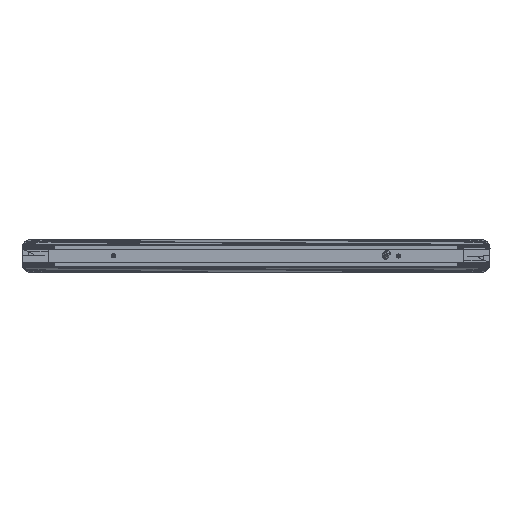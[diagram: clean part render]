
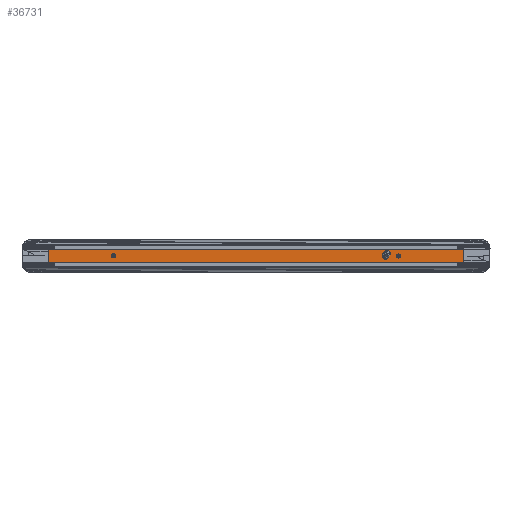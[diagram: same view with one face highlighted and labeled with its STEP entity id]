
A CAD part, top view. The second image highlights one B-rep face of the part: STEP entity #36731.
In plain terms, the highlighted planar face has unit normal (0, 0, -1).
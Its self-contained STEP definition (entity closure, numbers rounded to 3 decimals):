
#3533 = EDGE_CURVE ( 'NONE', #7139, #12972, #222946, .T. ) ;
#7139 = VERTEX_POINT ( 'NONE', #202408 ) ;
#7837 = FACE_OUTER_BOUND ( 'NONE', #175172, .T. ) ;
#12972 = VERTEX_POINT ( 'NONE', #48888 ) ;
#16996 = CARTESIAN_POINT ( 'NONE',  ( 0., 0., -502. ) ) ;
#17629 = VECTOR ( 'NONE', #123286, 1000. ) ;
#36731 = ADVANCED_FACE ( 'NONE', ( #7837 ), #229002, .F. ) ;
#42667 = CARTESIAN_POINT ( 'NONE',  ( 473.551, -10., -502. ) ) ;
#43962 = DIRECTION ( 'NONE',  ( 1., 0., 0. ) ) ;
#48888 = CARTESIAN_POINT ( 'NONE',  ( 473.551, 14.39, -502. ) ) ;
#51402 = CARTESIAN_POINT ( 'NONE',  ( -473.55, -10., -502. ) ) ;
#85722 = EDGE_CURVE ( 'NONE', #295486, #230101, #316048, .T. ) ;
#102134 = LINE ( 'NONE', #42667, #181675 ) ;
#123286 = DIRECTION ( 'NONE',  ( 1., 0., 0. ) ) ;
#150843 = ORIENTED_EDGE ( 'NONE', *, *, #241611, .T. ) ;
#155781 = DIRECTION ( 'NONE',  ( 0., 1., 0. ) ) ;
#175172 = EDGE_LOOP ( 'NONE', ( #211683, #150843, #188485, #263205 ) ) ;
#175903 = CARTESIAN_POINT ( 'NONE',  ( -473.55, -14.39, -502. ) ) ;
#181675 = VECTOR ( 'NONE', #282818, 1000. ) ;
#188485 = ORIENTED_EDGE ( 'NONE', *, *, #85722, .T. ) ;
#202408 = CARTESIAN_POINT ( 'NONE',  ( -473.55, 14.39, -502. ) ) ;
#204383 = DIRECTION ( 'NONE',  ( 0., 0., 1. ) ) ;
#211683 = ORIENTED_EDGE ( 'NONE', *, *, #3533, .T. ) ;
#219944 = CARTESIAN_POINT ( 'NONE',  ( 473.551, -14.39, -502. ) ) ;
#222946 = LINE ( 'NONE', #310669, #17629 ) ;
#225107 = EDGE_CURVE ( 'NONE', #230101, #7139, #299542, .T. ) ;
#226256 = CARTESIAN_POINT ( 'NONE',  ( -473.55, -14.39, -502. ) ) ;
#228160 = VECTOR ( 'NONE', #155781, 1000. ) ;
#229002 = PLANE ( 'NONE',  #229955 ) ;
#229955 = AXIS2_PLACEMENT_3D ( 'NONE', #16996, #204383, #43962 ) ;
#230101 = VERTEX_POINT ( 'NONE', #175903 ) ;
#241611 = EDGE_CURVE ( 'NONE', #12972, #295486, #102134, .T. ) ;
#244692 = VECTOR ( 'NONE', #307145, 1000. ) ;
#263205 = ORIENTED_EDGE ( 'NONE', *, *, #225107, .T. ) ;
#282818 = DIRECTION ( 'NONE',  ( 0., -1., 0. ) ) ;
#295486 = VERTEX_POINT ( 'NONE', #219944 ) ;
#299542 = LINE ( 'NONE', #51402, #228160 ) ;
#307145 = DIRECTION ( 'NONE',  ( -1., 0., 0. ) ) ;
#310669 = CARTESIAN_POINT ( 'NONE',  ( 473.551, 14.39, -502. ) ) ;
#316048 = LINE ( 'NONE', #226256, #244692 ) ;
